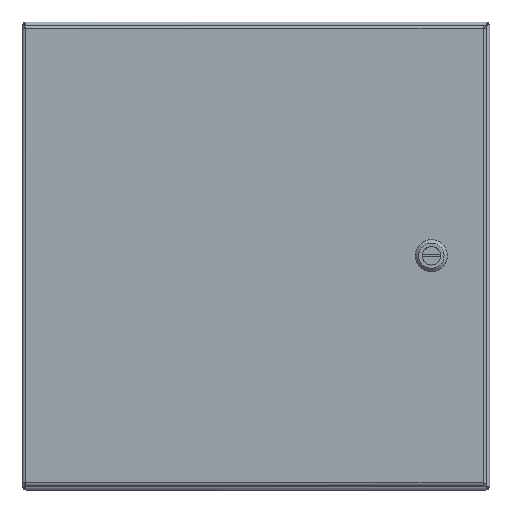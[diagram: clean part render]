
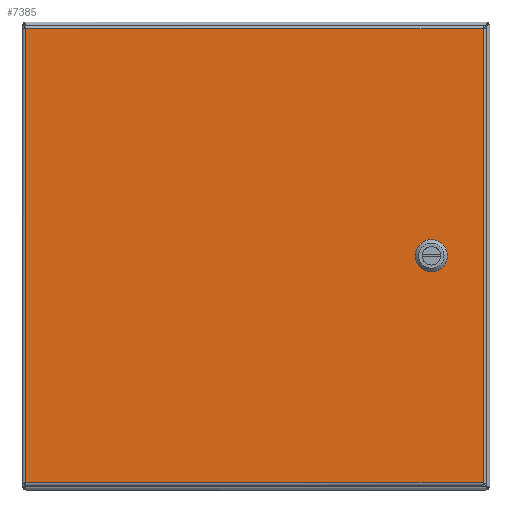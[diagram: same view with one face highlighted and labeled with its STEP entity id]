
A CAD part, top view. The second image highlights one B-rep face of the part: STEP entity #7385.
In plain terms, the highlighted face is planar.
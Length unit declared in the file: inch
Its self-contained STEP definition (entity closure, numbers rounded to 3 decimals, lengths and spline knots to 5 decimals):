
#5708=CARTESIAN_POINT('',(2.08762,8.275,0.0));
#5709=VERTEX_POINT('',#5708);
#5716=CARTESIAN_POINT('',(2.275,8.08762,0.0));
#5717=VERTEX_POINT('',#5716);
#5718=CARTESIAN_POINT('',(1.875,7.875,0.0));
#5719=DIRECTION('',(0.0,0.0,1.0));
#5720=DIRECTION('',(-0.469,-0.883,0.0));
#5721=AXIS2_PLACEMENT_3D('',#5718,#5719,#5720);
#5722=CIRCLE('',#5721,0.453);
#5723=EDGE_CURVE('',#5717,#5709,#5722,.T.);
#5748=CARTESIAN_POINT('',(2.275,7.66238,0.0));
#5749=VERTEX_POINT('',#5748);
#5750=CARTESIAN_POINT('',(2.275,7.66238,0.0));
#5751=DIRECTION('',(0.0,1.0,0.0));
#5752=VECTOR('',#5751,0.42525);
#5753=LINE('',#5750,#5752);
#5754=EDGE_CURVE('',#5749,#5717,#5753,.T.);
#5780=CARTESIAN_POINT('',(2.08762,7.475,0.0));
#5781=VERTEX_POINT('',#5780);
#5782=CARTESIAN_POINT('',(1.875,7.875,0.0));
#5783=DIRECTION('',(0.0,0.0,1.0));
#5784=DIRECTION('',(-0.883,0.469,0.0));
#5785=AXIS2_PLACEMENT_3D('',#5782,#5783,#5784);
#5786=CIRCLE('',#5785,0.453);
#5787=EDGE_CURVE('',#5781,#5749,#5786,.T.);
#5812=CARTESIAN_POINT('',(1.66238,7.475,0.0));
#5813=VERTEX_POINT('',#5812);
#5814=CARTESIAN_POINT('',(1.66238,7.475,0.0));
#5815=DIRECTION('',(1.0,0.0,0.0));
#5816=VECTOR('',#5815,0.42525);
#5817=LINE('',#5814,#5816);
#5818=EDGE_CURVE('',#5813,#5781,#5817,.T.);
#5844=CARTESIAN_POINT('',(1.475,7.66238,0.0));
#5845=VERTEX_POINT('',#5844);
#5846=CARTESIAN_POINT('',(1.875,7.875,0.0));
#5847=DIRECTION('',(0.0,0.0,1.0));
#5848=DIRECTION('',(0.469,0.883,0.0));
#5849=AXIS2_PLACEMENT_3D('',#5846,#5847,#5848);
#5850=CIRCLE('',#5849,0.453);
#5851=EDGE_CURVE('',#5845,#5813,#5850,.T.);
#5876=CARTESIAN_POINT('',(1.475,8.08762,0.0));
#5877=VERTEX_POINT('',#5876);
#5878=CARTESIAN_POINT('',(1.475,8.08762,0.0));
#5879=DIRECTION('',(0.0,-1.0,0.0));
#5880=VECTOR('',#5879,0.42525);
#5881=LINE('',#5878,#5880);
#5882=EDGE_CURVE('',#5877,#5845,#5881,.T.);
#5908=CARTESIAN_POINT('',(1.66238,8.275,0.0));
#5909=VERTEX_POINT('',#5908);
#5910=CARTESIAN_POINT('',(1.875,7.875,0.0));
#5911=DIRECTION('',(0.0,0.0,1.0));
#5912=DIRECTION('',(0.883,-0.469,0.0));
#5913=AXIS2_PLACEMENT_3D('',#5910,#5911,#5912);
#5914=CIRCLE('',#5913,0.453);
#5915=EDGE_CURVE('',#5909,#5877,#5914,.T.);
#5938=CARTESIAN_POINT('',(2.08762,8.275,0.0));
#5939=DIRECTION('',(-1.0,0.0,0.0));
#5940=VECTOR('',#5939,0.42525);
#5941=LINE('',#5938,#5940);
#5942=EDGE_CURVE('',#5709,#5909,#5941,.T.);
#6393=CARTESIAN_POINT('',(15.76975,0.10525,0.));
#6394=VERTEX_POINT('',#6393);
#6405=CARTESIAN_POINT('',(15.76975,15.64475,0.));
#6406=VERTEX_POINT('',#6405);
#6407=CARTESIAN_POINT('',(15.76975,15.64475,0.0));
#6408=DIRECTION('',(0.0,-1.0,0.0));
#6409=VECTOR('',#6408,15.5395);
#6410=LINE('',#6407,#6409);
#6411=EDGE_CURVE('',#6406,#6394,#6410,.T.);
#6563=CARTESIAN_POINT('',(0.10525,0.10525,0.));
#6564=VERTEX_POINT('',#6563);
#6575=CARTESIAN_POINT('',(15.76975,0.10525,0.0));
#6576=DIRECTION('',(-1.0,0.0,0.0));
#6577=VECTOR('',#6576,15.6645);
#6578=LINE('',#6575,#6577);
#6579=EDGE_CURVE('',#6394,#6564,#6578,.T.);
#6840=CARTESIAN_POINT('',(0.10525,15.64475,0.));
#6841=VERTEX_POINT('',#6840);
#6852=CARTESIAN_POINT('',(0.10525,0.10525,0.0));
#6853=DIRECTION('',(0.0,1.0,0.0));
#6854=VECTOR('',#6853,15.5395);
#6855=LINE('',#6852,#6854);
#6856=EDGE_CURVE('',#6564,#6841,#6855,.T.);
#7121=CARTESIAN_POINT('',(0.10525,15.64475,0.0));
#7122=DIRECTION('',(1.0,0.0,0.0));
#7123=VECTOR('',#7122,15.6645);
#7124=LINE('',#7121,#7123);
#7125=EDGE_CURVE('',#6841,#6406,#7124,.T.);
#7364=CARTESIAN_POINT('',(7.9375,7.875,0.0));
#7365=DIRECTION('',(0.0,0.0,1.0));
#7366=DIRECTION('',(1.0,0.0,0.0));
#7367=AXIS2_PLACEMENT_3D('',#7364,#7365,#7366);
#7368=PLANE('',#7367);
#7369=ORIENTED_EDGE('',*,*,#6411,.T.);
#7370=ORIENTED_EDGE('',*,*,#6579,.T.);
#7371=ORIENTED_EDGE('',*,*,#6856,.T.);
#7372=ORIENTED_EDGE('',*,*,#7125,.T.);
#7373=EDGE_LOOP('',(#7369,#7370,#7371,#7372));
#7374=FACE_OUTER_BOUND('',#7373,.T.);
#7375=ORIENTED_EDGE('',*,*,#5723,.T.);
#7376=ORIENTED_EDGE('',*,*,#5942,.T.);
#7377=ORIENTED_EDGE('',*,*,#5915,.T.);
#7378=ORIENTED_EDGE('',*,*,#5882,.T.);
#7379=ORIENTED_EDGE('',*,*,#5851,.T.);
#7380=ORIENTED_EDGE('',*,*,#5818,.T.);
#7381=ORIENTED_EDGE('',*,*,#5787,.T.);
#7382=ORIENTED_EDGE('',*,*,#5754,.T.);
#7383=EDGE_LOOP('',(#7375,#7376,#7377,#7378,#7379,#7380,#7381,#7382));
#7384=FACE_BOUND('',#7383,.T.);
#7385=ADVANCED_FACE('',(#7374,#7384),#7368,.F.);
